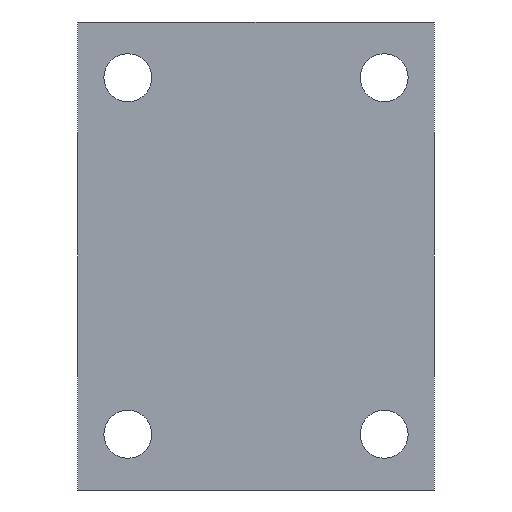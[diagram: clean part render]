
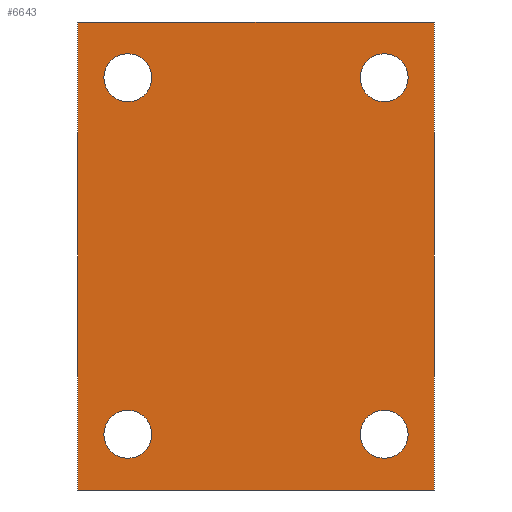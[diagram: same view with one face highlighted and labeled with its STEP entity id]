
A CAD part, front view. The second image highlights one B-rep face of the part: STEP entity #6643.
In plain terms, the highlighted planar face has unit normal (0, -1, 0).
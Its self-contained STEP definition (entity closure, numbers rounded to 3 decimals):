
#4878=DIRECTION('',(1.,0.,0.));
#4879=VECTOR('',#4878,32.);
#4880=CARTESIAN_POINT('',(0.,0.,21.));
#4881=LINE('',#4880,#4879);
#4882=DIRECTION('',(-1.,0.,0.));
#4883=VECTOR('',#4882,32.);
#4884=CARTESIAN_POINT('',(32.,0.,-21.));
#4885=LINE('',#4884,#4883);
#4886=DIRECTION('',(0.,0.,1.));
#4887=VECTOR('',#4886,42.);
#4888=CARTESIAN_POINT('',(0.,0.,-21.));
#4889=LINE('',#4888,#4887);
#4890=CARTESIAN_POINT('',(4.5,0.,-16.));
#4891=DIRECTION('',(0.,1.,0.));
#4892=DIRECTION('',(1.,0.,0.));
#4893=AXIS2_PLACEMENT_3D('',#4890,#4891,#4892);
#4895=CARTESIAN_POINT('',(4.5,0.,-16.));
#4896=DIRECTION('',(0.,1.,0.));
#4897=DIRECTION('',(-1.,0.,0.));
#4898=AXIS2_PLACEMENT_3D('',#4895,#4896,#4897);
#4900=CARTESIAN_POINT('',(4.5,0.,16.));
#4901=DIRECTION('',(0.,1.,0.));
#4902=DIRECTION('',(1.,0.,0.));
#4903=AXIS2_PLACEMENT_3D('',#4900,#4901,#4902);
#4905=CARTESIAN_POINT('',(4.5,0.,16.));
#4906=DIRECTION('',(0.,1.,0.));
#4907=DIRECTION('',(-1.,0.,0.));
#4908=AXIS2_PLACEMENT_3D('',#4905,#4906,#4907);
#4910=CARTESIAN_POINT('',(27.5,0.,-16.));
#4911=DIRECTION('',(0.,1.,0.));
#4912=DIRECTION('',(1.,0.,0.));
#4913=AXIS2_PLACEMENT_3D('',#4910,#4911,#4912);
#4915=CARTESIAN_POINT('',(27.5,0.,-16.));
#4916=DIRECTION('',(0.,1.,0.));
#4917=DIRECTION('',(-1.,0.,0.));
#4918=AXIS2_PLACEMENT_3D('',#4915,#4916,#4917);
#4920=CARTESIAN_POINT('',(27.5,0.,16.));
#4921=DIRECTION('',(0.,1.,0.));
#4922=DIRECTION('',(1.,0.,0.));
#4923=AXIS2_PLACEMENT_3D('',#4920,#4921,#4922);
#4925=CARTESIAN_POINT('',(27.5,0.,16.));
#4926=DIRECTION('',(0.,1.,0.));
#4927=DIRECTION('',(-1.,0.,0.));
#4928=AXIS2_PLACEMENT_3D('',#4925,#4926,#4927);
#4950=DIRECTION('',(0.,0.,1.));
#4951=VECTOR('',#4950,42.);
#4952=CARTESIAN_POINT('',(32.,0.,-21.));
#4953=LINE('',#4952,#4951);
#5014=CARTESIAN_POINT('',(32.,0.,-21.));
#5016=VERTEX_POINT('',#5014);
#5019=CARTESIAN_POINT('',(0.,0.,-21.));
#5021=VERTEX_POINT('',#5019);
#5022=CARTESIAN_POINT('',(32.,0.,21.));
#5024=VERTEX_POINT('',#5022);
#5027=CARTESIAN_POINT('',(0.,0.,21.));
#5029=VERTEX_POINT('',#5027);
#5110=CARTESIAN_POINT('',(6.65,0.,-16.));
#5111=CARTESIAN_POINT('',(2.35,0.,-16.));
#5112=VERTEX_POINT('',#5110);
#5113=VERTEX_POINT('',#5111);
#5118=CARTESIAN_POINT('',(6.65,0.,16.));
#5119=CARTESIAN_POINT('',(2.35,0.,16.));
#5120=VERTEX_POINT('',#5118);
#5121=VERTEX_POINT('',#5119);
#5126=CARTESIAN_POINT('',(29.65,0.,-16.));
#5127=CARTESIAN_POINT('',(25.35,0.,-16.));
#5128=VERTEX_POINT('',#5126);
#5129=VERTEX_POINT('',#5127);
#5134=CARTESIAN_POINT('',(29.65,0.,16.));
#5135=CARTESIAN_POINT('',(25.35,0.,16.));
#5136=VERTEX_POINT('',#5134);
#5137=VERTEX_POINT('',#5135);
#6605=CARTESIAN_POINT('',(12.,0.,21.));
#6606=DIRECTION('',(0.,-1.,0.));
#6607=DIRECTION('',(0.,0.,-1.));
#6608=AXIS2_PLACEMENT_3D('',#6605,#6606,#6607);
#6609=PLANE('',#6608);
#6611=ORIENTED_EDGE('',*,*,#6610,.T.);
#6613=ORIENTED_EDGE('',*,*,#6612,.F.);
#6614=ORIENTED_EDGE('',*,*,#6593,.T.);
#6616=ORIENTED_EDGE('',*,*,#6615,.T.);
#6617=EDGE_LOOP('',(#6611,#6613,#6614,#6616));
#6618=FACE_OUTER_BOUND('',#6617,.F.);
#6620=ORIENTED_EDGE('',*,*,#6619,.F.);
#6622=ORIENTED_EDGE('',*,*,#6621,.F.);
#6623=EDGE_LOOP('',(#6620,#6622));
#6624=FACE_BOUND('',#6623,.F.);
#6626=ORIENTED_EDGE('',*,*,#6625,.F.);
#6628=ORIENTED_EDGE('',*,*,#6627,.F.);
#6629=EDGE_LOOP('',(#6626,#6628));
#6630=FACE_BOUND('',#6629,.F.);
#6632=ORIENTED_EDGE('',*,*,#6631,.F.);
#6634=ORIENTED_EDGE('',*,*,#6633,.F.);
#6635=EDGE_LOOP('',(#6632,#6634));
#6636=FACE_BOUND('',#6635,.F.);
#6638=ORIENTED_EDGE('',*,*,#6637,.F.);
#6640=ORIENTED_EDGE('',*,*,#6639,.F.);
#6641=EDGE_LOOP('',(#6638,#6640));
#6642=FACE_BOUND('',#6641,.F.);
#6643=ADVANCED_FACE('',(#6618,#6624,#6630,#6636,#6642),#6609,.T.);
#4894=CIRCLE('',#4893,2.15);
#4899=CIRCLE('',#4898,2.15);
#4904=CIRCLE('',#4903,2.15);
#4909=CIRCLE('',#4908,2.15);
#4914=CIRCLE('',#4913,2.15);
#4919=CIRCLE('',#4918,2.15);
#4924=CIRCLE('',#4923,2.15);
#4929=CIRCLE('',#4928,2.15);
#6593=EDGE_CURVE('',#5016,#5021,#4885,.T.);
#6610=EDGE_CURVE('',#5029,#5024,#4881,.T.);
#6612=EDGE_CURVE('',#5016,#5024,#4953,.T.);
#6615=EDGE_CURVE('',#5021,#5029,#4889,.T.);
#6619=EDGE_CURVE('',#5112,#5113,#4894,.T.);
#6621=EDGE_CURVE('',#5113,#5112,#4899,.T.);
#6625=EDGE_CURVE('',#5120,#5121,#4904,.T.);
#6627=EDGE_CURVE('',#5121,#5120,#4909,.T.);
#6631=EDGE_CURVE('',#5128,#5129,#4914,.T.);
#6633=EDGE_CURVE('',#5129,#5128,#4919,.T.);
#6637=EDGE_CURVE('',#5136,#5137,#4924,.T.);
#6639=EDGE_CURVE('',#5137,#5136,#4929,.T.);
